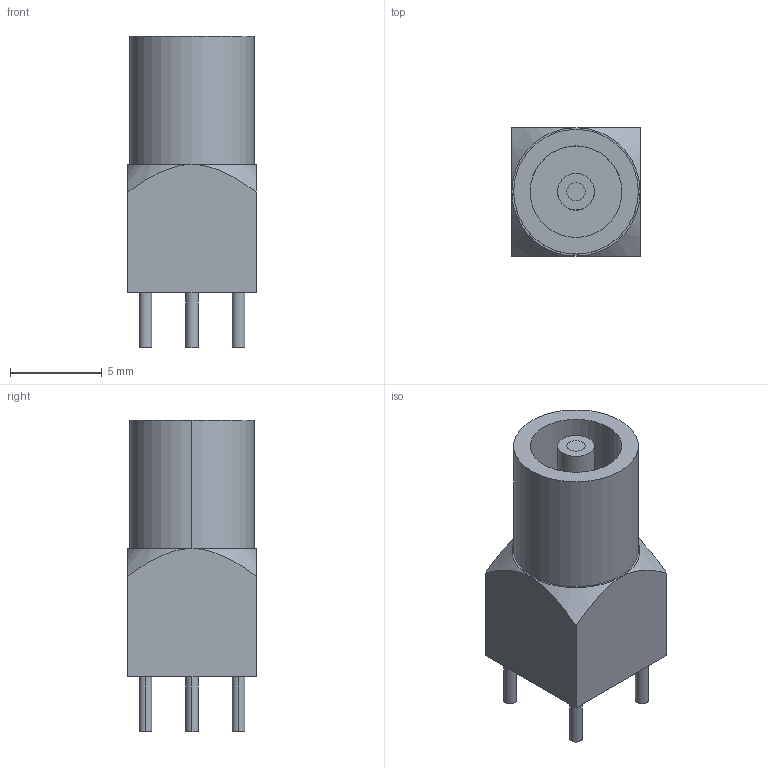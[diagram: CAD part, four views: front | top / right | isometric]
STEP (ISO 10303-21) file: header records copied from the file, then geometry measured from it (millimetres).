
FILE_DESCRIPTION((''),'2;1');
FILE_NAME('LEMO_EPA.00.250.NTN.stp','2008-05-15T15:44:25',(''),(''),'Mechanical Desktop 2008','Mechanical Desktop 2008',', , ');
FILE_SCHEMA(('AUTOMOTIVE_DESIGN { 1 2 10303 214 1 1 1 1 }'));
Length unit declared in the file: millimetre
Products named in the file (1): Product
Bounding box: 7 x 7 x 17 mm (x, y, z)
Volume: 499.2 mm3; surface area: 641.2 mm2
Topology: 8 solids, 8 shells, 47 faces, 82 edges, 54 vertices
Faces by surface type: plane 23, cylinder 20, cone 4
Entity records: 1179 total; most frequent: DIRECTION 212, CARTESIAN_POINT 204, ORIENTED_EDGE 164, AXIS2_PLACEMENT_3D 92, EDGE_CURVE 82, VERTEX_POINT 54, EDGE_LOOP 50, FACE_OUTER_BOUND 47
